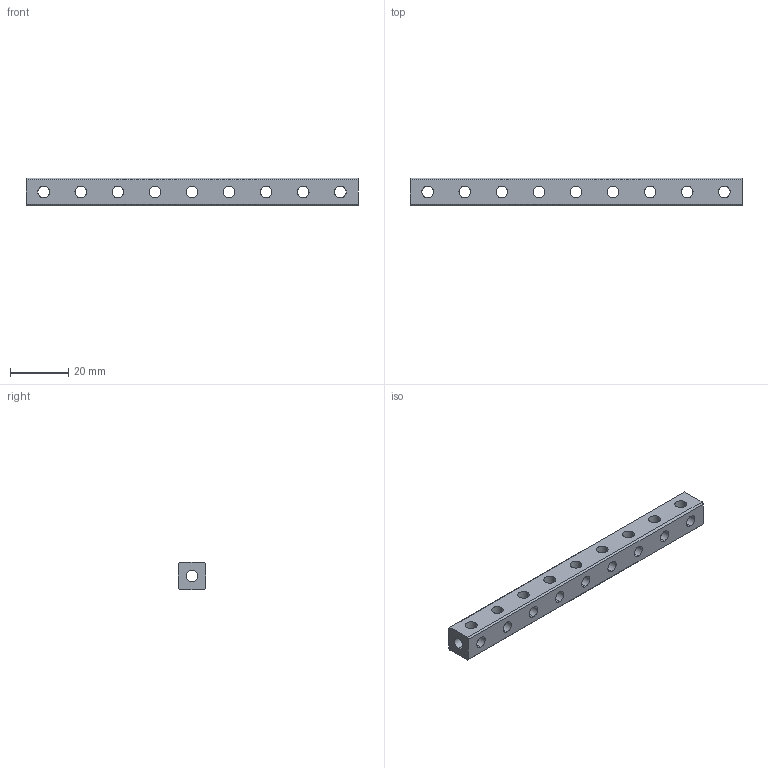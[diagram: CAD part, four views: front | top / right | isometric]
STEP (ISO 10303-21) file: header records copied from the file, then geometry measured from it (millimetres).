
FILE_DESCRIPTION (( 'STEP AP203' ), '1' );
FILE_NAME ('REV-21-3426_RevA.STEP', '2023-09-21T16:20:36', ( '' ), ( '' ), 'SwSTEP 2.0', 'SolidWorks 2022', '' );
FILE_SCHEMA (( 'CONFIG_CONTROL_DESIGN' ));
Length unit declared in the file: millimetre
Products named in the file (1): REV-21-3426_RevA
Bounding box: 113.79 x 9.53 x 9.53 mm (x, y, z)
Volume: 7437.5 mm3; surface area: 6250.7 mm2
Topology: 1 solids, 1 shells, 102 faces, 372 edges, 236 vertices
Faces by surface type: cylinder 96, plane 6
Entity records: 4137 total; most frequent: CARTESIAN_POINT 1251, ORIENTED_EDGE 744, DIRECTION 482, EDGE_CURVE 372, VERTEX_POINT 236, AXIS2_PLACEMENT_3D 187, EDGE_LOOP 140, VECTOR 108
